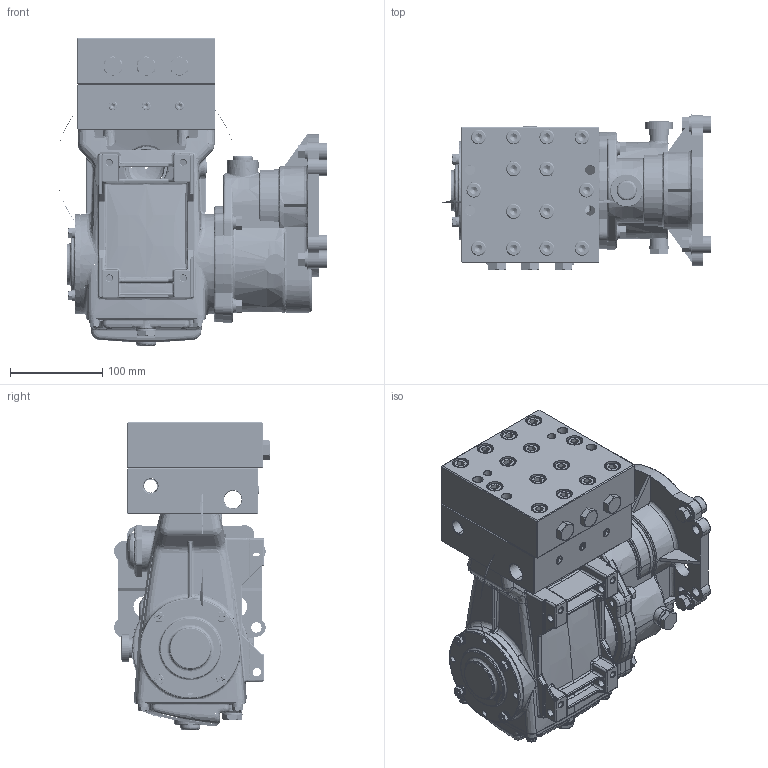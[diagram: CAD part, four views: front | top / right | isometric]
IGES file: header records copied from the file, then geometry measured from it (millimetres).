
Start section: SolidWorks IGES file using analytic representation for surfaces
Global section: file name: 781G1.IGS; native system: SolidWorks 2025; preprocessor: SolidWorks 2025; author: SAL; date: 250523.123447; units: inch
Bounding box: 291.4 x 168.8 x 333.5 mm (x, y, z)
Surface area: 442316.5 mm2 (no closed solid volume)
Topology: 0 solids, 0 shells, 2028 faces, 28573 edges, 28510 vertices
Faces by surface type: bspline 1304, revolution 724
